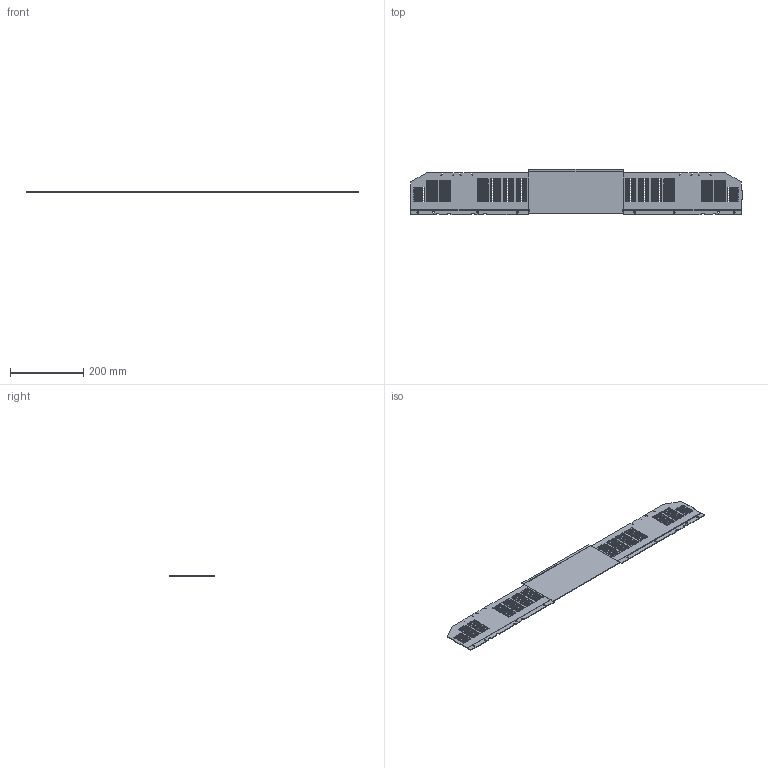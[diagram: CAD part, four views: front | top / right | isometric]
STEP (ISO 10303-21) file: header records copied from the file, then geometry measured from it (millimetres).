
FILE_DESCRIPTION(('produced by SPATIAL CORP'),'2;1');
FILE_NAME( 'part_7.prt.hh.sat.stp','2002-04-19T13:20:02+00:00',('SPATIAL CORP'),('SPATIAL CORP'), 'ACIS STEP Husk','http://www.spatial.com','SPATIAL CORP');
FILE_SCHEMA(('CONFIG_CONTROL_DESIGN'));
Length unit declared in the file: millimetre
Products named in the file (1): PRODUCT_ID_1
Bounding box: 904.62 x 124.97 x 1.88 mm (x, y, z)
Volume: 172092.9 mm3; surface area: 207992.8 mm2
Topology: 1 solids, 1 shells, 854 faces, 2516 edges, 1664 vertices
Faces by surface type: plane 468, cylinder 386
Entity records: 29167 total; most frequent: ORIENTED_EDGE 5032, CARTESIAN_POINT 4988, DIRECTION 4904, EDGE_CURVE 2516, VECTOR 1744, LINE 1744, VERTEX_POINT 1664, AXIS2_PLACEMENT_3D 1580
